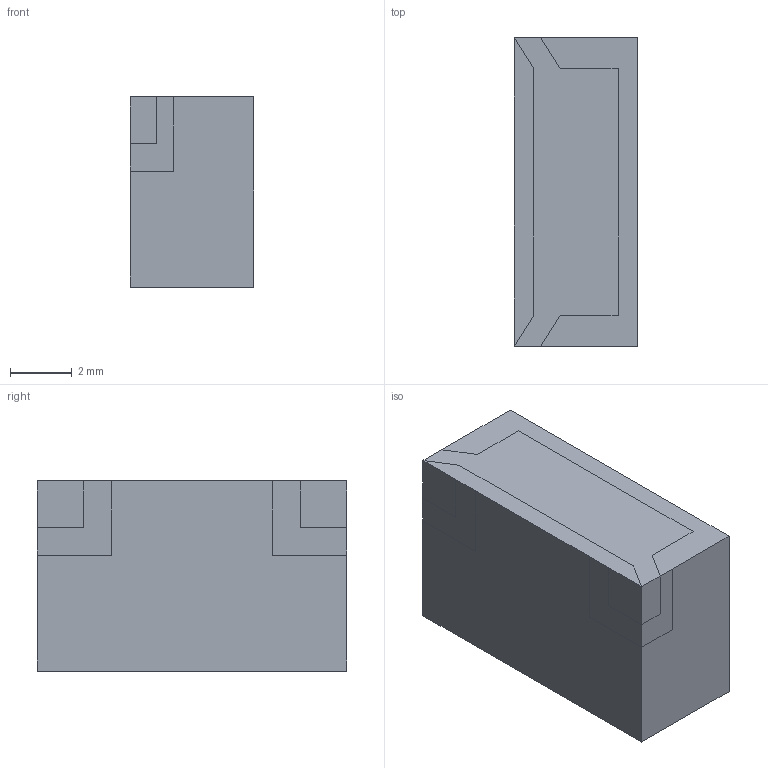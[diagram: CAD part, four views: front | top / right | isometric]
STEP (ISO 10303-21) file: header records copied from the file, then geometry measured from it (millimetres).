
FILE_DESCRIPTION(('STEP AP203'), '1');
FILE_NAME('ÍØÁÀ.434834.001-06_Ôèëüòð ÔÊÏ1-201-06-1,565-100', '', ('UNSPECIFIED'), ('UNSPECIFIED'), 'ASCON STEP Converter 1.6', 'ASCON Math Kernel', '');
FILE_SCHEMA(('CONFIG_CONTROL_DESIGN'));
Length unit declared in the file: millimetre
Products named in the file (1): НШБА.434834.001-06_Фильтр ФКП1-201-06-1,565-100
Bounding box: 4 x 10 x 6.15 mm (x, y, z)
Volume: 246 mm3; surface area: 252.2 mm2
Topology: 1 solids, 1 shells, 339 faces, 908 edges, 604 vertices
Faces by surface type: plane 251, bspline 82, cylinder 6
Entity records: 20487 total; most frequent: CARTESIAN_POINT 9932, ORIENTED_EDGE 1816, DIRECTION 1208, EDGE_CURVE 908, LINE 668, VECTOR 668, VERTEX_POINT 604, FACE_BOUND 372
